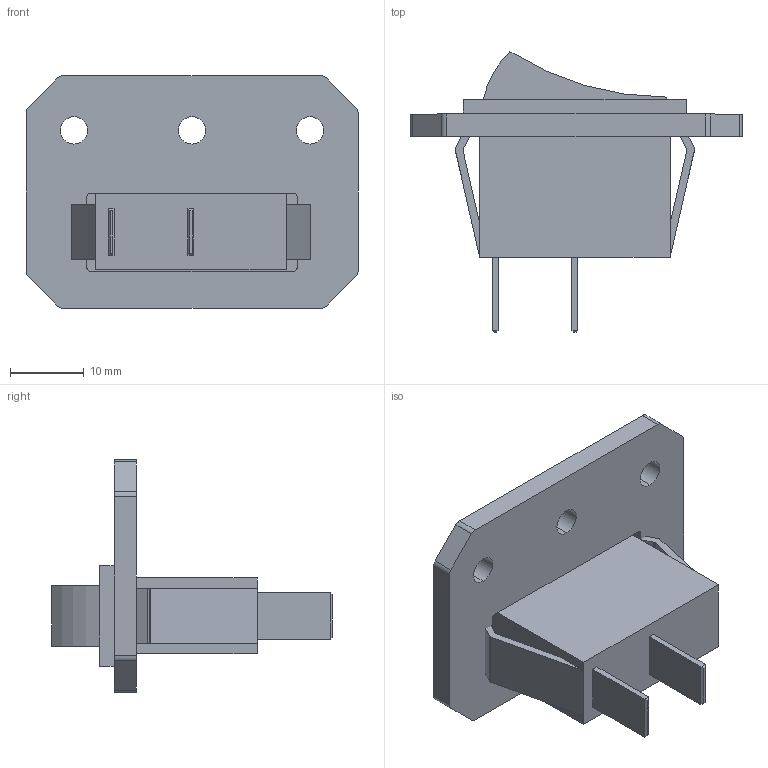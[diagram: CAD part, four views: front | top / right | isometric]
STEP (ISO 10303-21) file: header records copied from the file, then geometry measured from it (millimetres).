
FILE_DESCRIPTION (( 'STEP AP214' ), '1' );
FILE_NAME ('REV-31-1387.STEP', '2018-05-08T17:38:27', ( '' ), ( '' ), 'SwSTEP 2.0', 'SolidWorks 2017', '' );
FILE_SCHEMA (( 'AUTOMOTIVE_DESIGN' ));
Length unit declared in the file: millimetre
Products named in the file (3): Switch; REV-31-1387; Acrylic Switch Bracket
Assembly tree (2 placements, depth 2):
  REV-31-1387
    Acrylic Switch Bracket
    Switch
Bounding box: 45 x 38.06 x 31.5 mm (x, y, z)
Volume: 9976.2 mm3; surface area: 6222.4 mm2
Topology: 2 solids, 2 shells, 86 faces, 222 edges, 144 vertices
Faces by surface type: plane 59, cylinder 27
Entity records: 2928 total; most frequent: DIRECTION 458, CARTESIAN_POINT 457, ORIENTED_EDGE 444, EDGE_CURVE 222, VECTOR 168, LINE 168, AXIS2_PLACEMENT_3D 145, VERTEX_POINT 144
